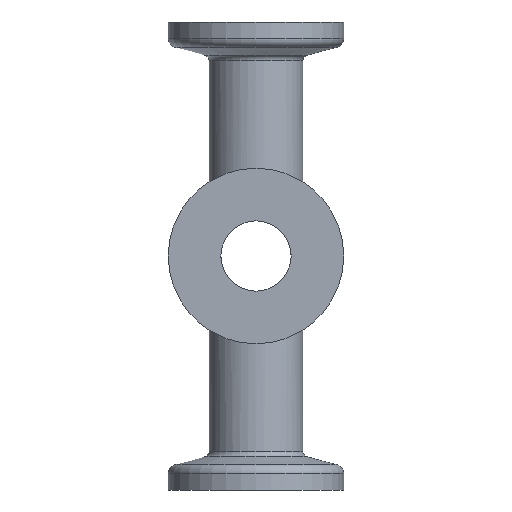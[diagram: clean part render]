
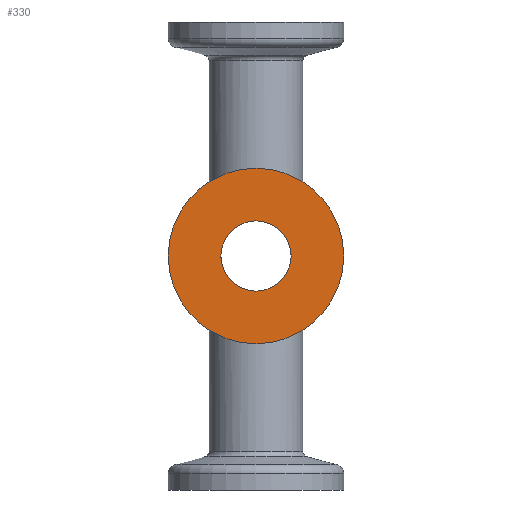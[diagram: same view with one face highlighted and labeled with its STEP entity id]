
A CAD part, left-side view. The second image highlights one B-rep face of the part: STEP entity #330.
In plain terms, the highlighted planar face has unit normal (-1, 0, 0).
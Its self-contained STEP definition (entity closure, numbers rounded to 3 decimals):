
#30=PLANE('',#397);
#45=CIRCLE('',#383,6.);
#53=CIRCLE('',#396,15.);
#94=ORIENTED_EDGE('',*,*,#149,.T.);
#95=ORIENTED_EDGE('',*,*,#141,.F.);
#141=EDGE_CURVE('',#169,#169,#45,.T.);
#149=EDGE_CURVE('',#177,#177,#53,.T.);
#169=VERTEX_POINT('',#580);
#177=VERTEX_POINT('',#601);
#220=EDGE_LOOP('',(#94));
#221=EDGE_LOOP('',(#95));
#276=FACE_BOUND('',#220,.T.);
#277=FACE_BOUND('',#221,.T.);
#330=ADVANCED_FACE('',(#276,#277),#30,.T.);
#383=AXIS2_PLACEMENT_3D('',#579,#471,#472);
#396=AXIS2_PLACEMENT_3D('',#600,#497,#498);
#397=AXIS2_PLACEMENT_3D('',#602,#499,#500);
#471=DIRECTION('',(-1.,0.,0.));
#472=DIRECTION('',(0.,0.,1.));
#497=DIRECTION('',(-1.,0.,0.));
#498=DIRECTION('',(0.,0.,1.));
#499=DIRECTION('',(-1.,0.,0.));
#500=DIRECTION('',(0.,0.,1.));
#579=CARTESIAN_POINT('',(-40.,0.,0.));
#580=CARTESIAN_POINT('',(-40.,0.,6.));
#600=CARTESIAN_POINT('',(-40.,0.,0.));
#601=CARTESIAN_POINT('',(-40.,0.,15.));
#602=CARTESIAN_POINT('',(-40.,0.,6.));
